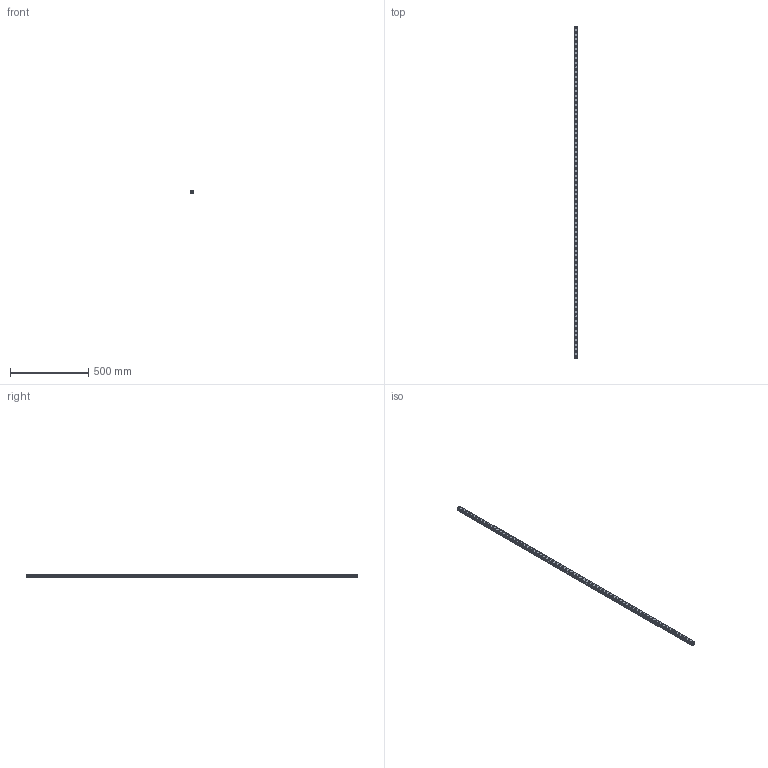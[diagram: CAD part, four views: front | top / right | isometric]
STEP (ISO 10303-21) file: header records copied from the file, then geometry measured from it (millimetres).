
FILE_DESCRIPTION(('STEP AP214'),'1');
FILE_NAME('cctmp_A665BFA0-F912-4A2B-B3BF-3ED93A0D0E97_2021_03_10_11_56_21_0420..stp','2021-03-10T10:56:21',('HIWIN GmbH'),('CADClick - www.CADClick.com'),'Spatial InterOp 3D',' ','unknown authorization');
FILE_SCHEMA(('AUTOMOTIVE_DESIGN'));
Length unit declared in the file: millimetre
Products named in the file (1): RGR25R2120H_FILE
Bounding box: 23 x 2120 x 23.6 mm (x, y, z)
Volume: 849714.6 mm3; surface area: 263573.4 mm2
Topology: 1 solids, 1 shells, 756 faces, 1611 edges, 1074 vertices
Faces by surface type: cylinder 444, plane 312
Entity records: 26875 total; most frequent: DIRECTION 4013, CARTESIAN_POINT 3442, ORIENTED_EDGE 3222, AXIS2_PLACEMENT_3D 1645, EDGE_CURVE 1611, VERTEX_POINT 1074, EDGE_LOOP 973, CIRCLE 888
